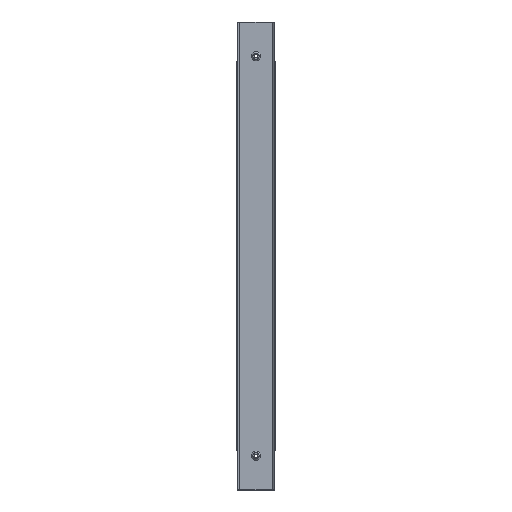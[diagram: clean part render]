
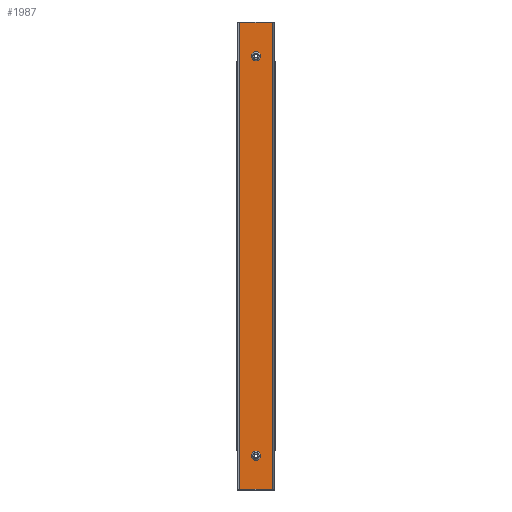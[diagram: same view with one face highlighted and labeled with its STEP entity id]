
A CAD part, left-side view. The second image highlights one B-rep face of the part: STEP entity #1987.
In plain terms, the highlighted planar face has unit normal (-1, 0, 0).
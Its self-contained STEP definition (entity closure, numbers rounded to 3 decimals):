
#4 = VERTEX_POINT ( 'NONE', #493 ) ;
#17 = EDGE_CURVE ( 'NONE', #69, #547, #1353, .T. ) ;
#38 = DIRECTION ( 'NONE',  ( 0., 1., 0. ) ) ;
#52 = ORIENTED_EDGE ( 'NONE', *, *, #2581, .F. ) ;
#69 = VERTEX_POINT ( 'NONE', #74 ) ;
#73 = LINE ( 'NONE', #2721, #1740 ) ;
#74 = CARTESIAN_POINT ( 'NONE',  ( -1.4, -42.309, 2.4 ) ) ;
#93 = CIRCLE ( 'NONE', #1195, 11.43 ) ;
#121 = VECTOR ( 'NONE', #791, 1000. ) ;
#125 = EDGE_CURVE ( 'NONE', #2754, #4, #1012, .T. ) ;
#147 = CARTESIAN_POINT ( 'NONE',  ( -1.4, -42.309, 1.4 ) ) ;
#164 = AXIS2_PLACEMENT_3D ( 'NONE', #972, #1568, #38 ) ;
#218 = EDGE_CURVE ( 'NONE', #1685, #2052, #922, .T. ) ;
#271 = ORIENTED_EDGE ( 'NONE', *, *, #125, .T. ) ;
#287 = DIRECTION ( 'NONE',  ( -1., 0., 0. ) ) ;
#294 = DIRECTION ( 'NONE',  ( 0., 1., 0. ) ) ;
#328 = LINE ( 'NONE', #1002, #121 ) ;
#350 = DIRECTION ( 'NONE',  ( -1., 0., 0. ) ) ;
#356 = DIRECTION ( 'NONE',  ( 0., -1., 0. ) ) ;
#358 = DIRECTION ( 'NONE',  ( 0., 0., 1. ) ) ;
#363 = VERTEX_POINT ( 'NONE', #1360 ) ;
#390 = EDGE_CURVE ( 'NONE', #1300, #1947, #397, .T. ) ;
#397 = CIRCLE ( 'NONE', #164, 11.43 ) ;
#409 = EDGE_CURVE ( 'NONE', #1643, #1824, #1837, .T. ) ;
#419 = VECTOR ( 'NONE', #1242, 1000. ) ;
#443 = CARTESIAN_POINT ( 'NONE',  ( -1.4, -42.723, 2.4 ) ) ;
#446 = CARTESIAN_POINT ( 'NONE',  ( -1.4, 42.309, 1.4 ) ) ;
#458 = EDGE_CURVE ( 'NONE', #472, #2697, #328, .T. ) ;
#472 = VERTEX_POINT ( 'NONE', #546 ) ;
#493 = CARTESIAN_POINT ( 'NONE',  ( -1.4, -42.723, 1192.6 ) ) ;
#546 = CARTESIAN_POINT ( 'NONE',  ( -1.4, -42.309, 1193.6 ) ) ;
#547 = VERTEX_POINT ( 'NONE', #147 ) ;
#570 = DIRECTION ( 'NONE',  ( 1., 0., 0. ) ) ;
#574 = LINE ( 'NONE', #806, #1983 ) ;
#598 = CARTESIAN_POINT ( 'NONE',  ( -1.4, 42.309, 597.5 ) ) ;
#611 = VECTOR ( 'NONE', #2543, 1000. ) ;
#624 = EDGE_CURVE ( 'NONE', #2406, #2697, #1678, .T. ) ;
#637 = EDGE_CURVE ( 'NONE', #1643, #795, #2361, .T. ) ;
#708 = EDGE_CURVE ( 'NONE', #2420, #472, #1126, .T. ) ;
#752 = ORIENTED_EDGE ( 'NONE', *, *, #708, .T. ) ;
#765 = ORIENTED_EDGE ( 'NONE', *, *, #2031, .T. ) ;
#771 = CARTESIAN_POINT ( 'NONE',  ( -1.4, 43.303, 597.5 ) ) ;
#791 = DIRECTION ( 'NONE',  ( 0., 1., 0. ) ) ;
#795 = VERTEX_POINT ( 'NONE', #446 ) ;
#806 = CARTESIAN_POINT ( 'NONE',  ( -1.4, 42.723, 597.5 ) ) ;
#809 = DIRECTION ( 'NONE',  ( 0., 1., 0. ) ) ;
#816 = EDGE_CURVE ( 'NONE', #2052, #1685, #93, .T. ) ;
#910 = EDGE_CURVE ( 'NONE', #1947, #1300, #1896, .T. ) ;
#922 = CIRCLE ( 'NONE', #1097, 11.43 ) ;
#947 = ORIENTED_EDGE ( 'NONE', *, *, #409, .F. ) ;
#963 = LINE ( 'NONE', #2701, #1613 ) ;
#972 = CARTESIAN_POINT ( 'NONE',  ( -1.4, 0., 87.25 ) ) ;
#1002 = CARTESIAN_POINT ( 'NONE',  ( -1.4, 0., 1193.6 ) ) ;
#1012 = LINE ( 'NONE', #2475, #611 ) ;
#1054 = LINE ( 'NONE', #1712, #1376 ) ;
#1097 = AXIS2_PLACEMENT_3D ( 'NONE', #2794, #1725, #2181 ) ;
#1111 = DIRECTION ( 'NONE',  ( 0., 0., 1. ) ) ;
#1126 = LINE ( 'NONE', #1951, #1957 ) ;
#1145 = EDGE_CURVE ( 'NONE', #1824, #363, #574, .T. ) ;
#1167 = ORIENTED_EDGE ( 'NONE', *, *, #637, .T. ) ;
#1195 = AXIS2_PLACEMENT_3D ( 'NONE', #2229, #287, #2025 ) ;
#1242 = DIRECTION ( 'NONE',  ( 0., 0., -1. ) ) ;
#1255 = CARTESIAN_POINT ( 'NONE',  ( -1.4, 42.309, 2.4 ) ) ;
#1268 = CARTESIAN_POINT ( 'NONE',  ( -1.4, 42.309, 2.4 ) ) ;
#1299 = ORIENTED_EDGE ( 'NONE', *, *, #2431, .T. ) ;
#1300 = VERTEX_POINT ( 'NONE', #1680 ) ;
#1353 = LINE ( 'NONE', #2231, #1965 ) ;
#1360 = CARTESIAN_POINT ( 'NONE',  ( -1.4, 42.723, 1192.6 ) ) ;
#1376 = VECTOR ( 'NONE', #2584, 1000. ) ;
#1394 = DIRECTION ( 'NONE',  ( 0., 1., 0. ) ) ;
#1414 = FACE_OUTER_BOUND ( 'NONE', #2040, .T. ) ;
#1438 = LINE ( 'NONE', #2078, #2388 ) ;
#1458 = CARTESIAN_POINT ( 'NONE',  ( -1.4, 0., 87.25 ) ) ;
#1463 = DIRECTION ( 'NONE',  ( 0., 0., 1. ) ) ;
#1495 = ORIENTED_EDGE ( 'NONE', *, *, #458, .T. ) ;
#1505 = ORIENTED_EDGE ( 'NONE', *, *, #1145, .F. ) ;
#1549 = CARTESIAN_POINT ( 'NONE',  ( -1.4, 43.303, 2.4 ) ) ;
#1568 = DIRECTION ( 'NONE',  ( -1., 0., 0. ) ) ;
#1613 = VECTOR ( 'NONE', #2275, 1000. ) ;
#1633 = FACE_BOUND ( 'NONE', #2549, .T. ) ;
#1640 = EDGE_LOOP ( 'NONE', ( #1931, #2448 ) ) ;
#1643 = VERTEX_POINT ( 'NONE', #1255 ) ;
#1650 = VECTOR ( 'NONE', #1463, 1000. ) ;
#1672 = ORIENTED_EDGE ( 'NONE', *, *, #910, .F. ) ;
#1678 = LINE ( 'NONE', #598, #1650 ) ;
#1680 = CARTESIAN_POINT ( 'NONE',  ( -1.4, 0., 75.82 ) ) ;
#1685 = VERTEX_POINT ( 'NONE', #1764 ) ;
#1712 = CARTESIAN_POINT ( 'NONE',  ( -1.4, 43.303, 1192.6 ) ) ;
#1725 = DIRECTION ( 'NONE',  ( -1., 0., 0. ) ) ;
#1740 = VECTOR ( 'NONE', #356, 1000. ) ;
#1764 = CARTESIAN_POINT ( 'NONE',  ( -1.4, 0., 1119.18 ) ) ;
#1824 = VERTEX_POINT ( 'NONE', #2466 ) ;
#1830 = PLANE ( 'NONE',  #2788 ) ;
#1837 = LINE ( 'NONE', #1549, #2082 ) ;
#1856 = CARTESIAN_POINT ( 'NONE',  ( -1.4, 42.309, 1192.6 ) ) ;
#1895 = ORIENTED_EDGE ( 'NONE', *, *, #17, .F. ) ;
#1896 = CIRCLE ( 'NONE', #2266, 11.43 ) ;
#1931 = ORIENTED_EDGE ( 'NONE', *, *, #218, .F. ) ;
#1944 = EDGE_CURVE ( 'NONE', #2406, #363, #1438, .T. ) ;
#1947 = VERTEX_POINT ( 'NONE', #2277 ) ;
#1951 = CARTESIAN_POINT ( 'NONE',  ( -1.4, -42.309, 1192.6 ) ) ;
#1957 = VECTOR ( 'NONE', #1111, 1000. ) ;
#1965 = VECTOR ( 'NONE', #2674, 1000. ) ;
#1983 = VECTOR ( 'NONE', #358, 1000. ) ;
#1987 = ADVANCED_FACE ( 'NONE', ( #1633, #2474, #1414 ), #1830, .F. ) ;
#2025 = DIRECTION ( 'NONE',  ( 0., 1., 0. ) ) ;
#2031 = EDGE_CURVE ( 'NONE', #795, #547, #73, .T. ) ;
#2040 = EDGE_LOOP ( 'NONE', ( #947, #1167, #765, #1895, #1299, #271, #52, #752, #1495, #2774, #2417, #1505 ) ) ;
#2052 = VERTEX_POINT ( 'NONE', #2244 ) ;
#2060 = DIRECTION ( 'NONE',  ( 0., 1., 0. ) ) ;
#2078 = CARTESIAN_POINT ( 'NONE',  ( -1.4, 42.309, 1192.6 ) ) ;
#2082 = VECTOR ( 'NONE', #1394, 1000. ) ;
#2181 = DIRECTION ( 'NONE',  ( 0., 1., 0. ) ) ;
#2229 = CARTESIAN_POINT ( 'NONE',  ( -1.4, 0., 1107.75 ) ) ;
#2231 = CARTESIAN_POINT ( 'NONE',  ( -1.4, -42.309, 597.5 ) ) ;
#2244 = CARTESIAN_POINT ( 'NONE',  ( -1.4, 0., 1096.32 ) ) ;
#2266 = AXIS2_PLACEMENT_3D ( 'NONE', #1458, #350, #809 ) ;
#2275 = DIRECTION ( 'NONE',  ( 0., -1., 0. ) ) ;
#2277 = CARTESIAN_POINT ( 'NONE',  ( -1.4, 0., 98.68 ) ) ;
#2361 = LINE ( 'NONE', #1268, #419 ) ;
#2368 = CARTESIAN_POINT ( 'NONE',  ( -1.4, 42.309, 1193.6 ) ) ;
#2388 = VECTOR ( 'NONE', #294, 1000. ) ;
#2406 = VERTEX_POINT ( 'NONE', #1856 ) ;
#2417 = ORIENTED_EDGE ( 'NONE', *, *, #1944, .T. ) ;
#2420 = VERTEX_POINT ( 'NONE', #2473 ) ;
#2431 = EDGE_CURVE ( 'NONE', #69, #2754, #963, .T. ) ;
#2448 = ORIENTED_EDGE ( 'NONE', *, *, #816, .F. ) ;
#2466 = CARTESIAN_POINT ( 'NONE',  ( -1.4, 42.723, 2.4 ) ) ;
#2473 = CARTESIAN_POINT ( 'NONE',  ( -1.4, -42.309, 1192.6 ) ) ;
#2474 = FACE_BOUND ( 'NONE', #1640, .T. ) ;
#2475 = CARTESIAN_POINT ( 'NONE',  ( -1.4, -42.723, 597.5 ) ) ;
#2543 = DIRECTION ( 'NONE',  ( 0., 0., 1. ) ) ;
#2549 = EDGE_LOOP ( 'NONE', ( #2592, #1672 ) ) ;
#2581 = EDGE_CURVE ( 'NONE', #2420, #4, #1054, .T. ) ;
#2584 = DIRECTION ( 'NONE',  ( 0., -1., 0. ) ) ;
#2592 = ORIENTED_EDGE ( 'NONE', *, *, #390, .F. ) ;
#2674 = DIRECTION ( 'NONE',  ( 0., 0., -1. ) ) ;
#2697 = VERTEX_POINT ( 'NONE', #2368 ) ;
#2701 = CARTESIAN_POINT ( 'NONE',  ( -1.4, -42.309, 2.4 ) ) ;
#2721 = CARTESIAN_POINT ( 'NONE',  ( -1.4, 0., 1.4 ) ) ;
#2754 = VERTEX_POINT ( 'NONE', #443 ) ;
#2774 = ORIENTED_EDGE ( 'NONE', *, *, #624, .F. ) ;
#2788 = AXIS2_PLACEMENT_3D ( 'NONE', #771, #570, #2060 ) ;
#2794 = CARTESIAN_POINT ( 'NONE',  ( -1.4, 0., 1107.75 ) ) ;
